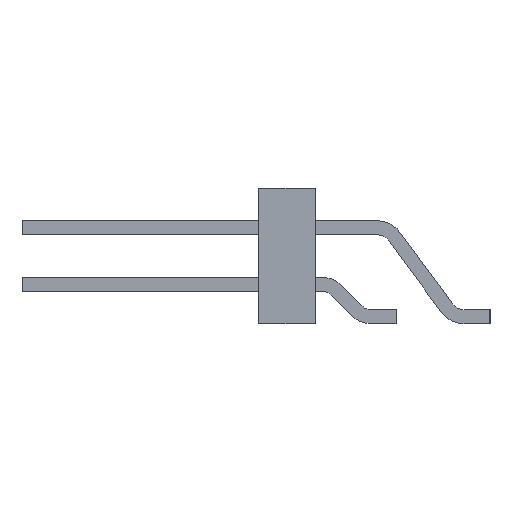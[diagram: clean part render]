
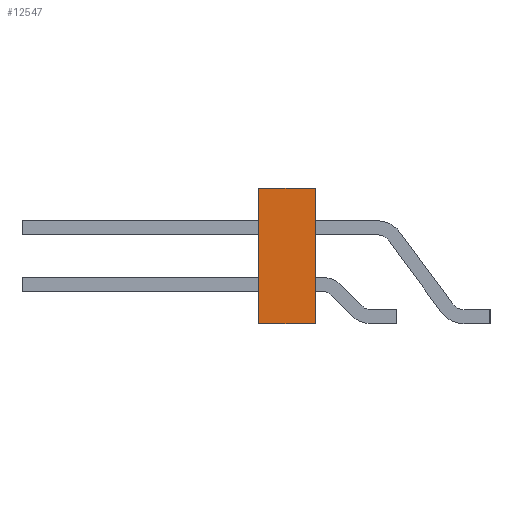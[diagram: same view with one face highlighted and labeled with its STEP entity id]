
A CAD part, left-side view. The second image highlights one B-rep face of the part: STEP entity #12547.
In plain terms, the highlighted face is planar.
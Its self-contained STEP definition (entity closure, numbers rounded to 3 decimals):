
#1426 = VERTEX_POINT('',#1427);
#1427 = CARTESIAN_POINT('',(12.7,3.048,1.27));
#1433 = EDGE_CURVE('',#1426,#1434,#1436,.T.);
#1434 = VERTEX_POINT('',#1435);
#1435 = CARTESIAN_POINT('',(12.7,3.048,-1.27));
#1436 = LINE('',#1437,#1438);
#1437 = CARTESIAN_POINT('',(12.7,3.048,1.27));
#1438 = VECTOR('',#1439,1.);
#1439 = DIRECTION('',(0.,0.,-1.));
#5352 = VERTEX_POINT('',#5353);
#5353 = CARTESIAN_POINT('',(12.7,-3.048,-1.27));
#5359 = EDGE_CURVE('',#5360,#5352,#5362,.T.);
#5360 = VERTEX_POINT('',#5361);
#5361 = CARTESIAN_POINT('',(12.7,-3.048,1.27));
#5362 = LINE('',#5363,#5364);
#5363 = CARTESIAN_POINT('',(12.7,-3.048,1.27));
#5364 = VECTOR('',#5365,1.);
#5365 = DIRECTION('',(0.,0.,-1.));
#9545 = EDGE_CURVE('',#5360,#1426,#9546,.T.);
#9546 = LINE('',#9547,#9548);
#9547 = CARTESIAN_POINT('',(12.7,-3.048,1.27));
#9548 = VECTOR('',#9549,1.);
#9549 = DIRECTION('',(0.,1.,0.));
#11164 = EDGE_CURVE('',#5352,#1434,#11165,.T.);
#11165 = LINE('',#11166,#11167);
#11166 = CARTESIAN_POINT('',(12.7,-3.048,-1.27));
#11167 = VECTOR('',#11168,1.);
#11168 = DIRECTION('',(0.,1.,0.));
#12547 = ADVANCED_FACE('',(#12548),#12554,.F.);
#12548 = FACE_BOUND('',#12549,.T.);
#12549 = EDGE_LOOP('',(#12550,#12551,#12552,#12553));
#12550 = ORIENTED_EDGE('',*,*,#11164,.T.);
#12551 = ORIENTED_EDGE('',*,*,#1433,.F.);
#12552 = ORIENTED_EDGE('',*,*,#9545,.F.);
#12553 = ORIENTED_EDGE('',*,*,#5359,.T.);
#12554 = PLANE('',#12555);
#12555 = AXIS2_PLACEMENT_3D('',#12556,#12557,#12558);
#12556 = CARTESIAN_POINT('',(12.7,-3.048,1.27));
#12557 = DIRECTION('',(-1.,0.,0.));
#12558 = DIRECTION('',(0.,0.,1.));
